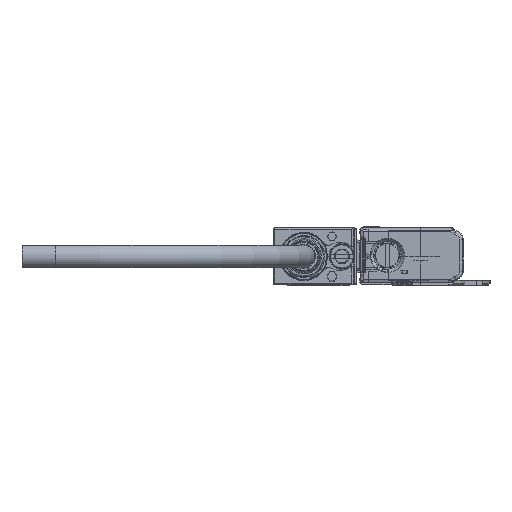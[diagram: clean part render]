
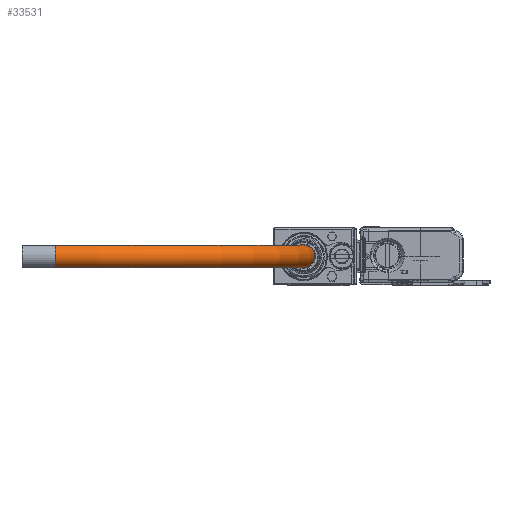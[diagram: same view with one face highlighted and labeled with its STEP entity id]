
A CAD part, left-side view. The second image highlights one B-rep face of the part: STEP entity #33531.
In plain terms, the highlighted toroidal (fillet/blend) face has major radius 75 mm and minor radius 3.4 mm.
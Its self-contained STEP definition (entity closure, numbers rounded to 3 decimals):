
#33472=AXIS2_PLACEMENT_3D('Circle Axis2P3D',#33470,#33471,$) ;
#33504=AXIS2_PLACEMENT_3D('Torus Axis2P3D',#33501,#33502,#33503) ;
#33508=AXIS2_PLACEMENT_3D('Circle Axis2P3D',#33506,#33507,$) ;
#33517=AXIS2_PLACEMENT_3D('Circle Axis2P3D',#33515,#33516,$) ;
#33522=AXIS2_PLACEMENT_3D('Circle Axis2P3D',#33520,#33521,$) ;
#33467=CARTESIAN_POINT('Vertex',(-166.5,48.2,10.6)) ;
#33470=CARTESIAN_POINT('Axis2P3D Location',(-166.5,48.2,7.2)) ;
#33474=CARTESIAN_POINT('Vertex',(-166.5,48.2,3.8)) ;
#33501=CARTESIAN_POINT('Axis2P3D Location',(-166.5,123.2,7.2)) ;
#33506=CARTESIAN_POINT('Axis2P3D Location',(-241.5,123.2,7.2)) ;
#33510=CARTESIAN_POINT('Vertex',(-241.5,123.2,10.6)) ;
#33512=CARTESIAN_POINT('Vertex',(-241.5,123.2,3.8)) ;
#33515=CARTESIAN_POINT('Axis2P3D Location',(-166.5,123.2,3.8)) ;
#33520=CARTESIAN_POINT('Axis2P3D Location',(-166.5,123.2,10.6)) ;
#33471=DIRECTION('Axis2P3D Direction',(1.,0.,0.)) ;
#33502=DIRECTION('Axis2P3D Direction',(0.,0.,-1.)) ;
#33503=DIRECTION('Axis2P3D XDirection',(0.,-1.,0.)) ;
#33507=DIRECTION('Axis2P3D Direction',(0.,-1.,0.)) ;
#33516=DIRECTION('Axis2P3D Direction',(0.,0.,-1.)) ;
#33521=DIRECTION('Axis2P3D Direction',(0.,0.,-1.)) ;
#33526=ORIENTED_EDGE('',*,*,#33514,.T.) ;
#33527=ORIENTED_EDGE('',*,*,#33519,.F.) ;
#33528=ORIENTED_EDGE('',*,*,#33476,.F.) ;
#33529=ORIENTED_EDGE('',*,*,#33524,.T.) ;
#33531=ADVANCED_FACE('\X2\FF8AFF9FFF70FF82\X0\ \X2\FF8EFF9EFF83FF9EFF68FF70\X0\',(#33530),#33505,.T.) ;
#33473=CIRCLE('generated circle',#33472,3.4) ;
#33509=CIRCLE('generated circle',#33508,3.4) ;
#33518=CIRCLE('generated circle',#33517,75.) ;
#33523=CIRCLE('generated circle',#33522,75.) ;
#33505=TOROIDAL_SURFACE('homeo Torus',#33504,75.,3.4) ;
#33476=EDGE_CURVE('',#33468,#33475,#33473,.T.) ;
#33514=EDGE_CURVE('',#33511,#33513,#33509,.T.) ;
#33519=EDGE_CURVE('',#33475,#33513,#33518,.T.) ;
#33524=EDGE_CURVE('',#33468,#33511,#33523,.T.) ;
#33525=EDGE_LOOP('',(#33526,#33527,#33528,#33529)) ;
#33530=FACE_OUTER_BOUND('',#33525,.T.) ;
#33468=VERTEX_POINT('',#33467) ;
#33475=VERTEX_POINT('',#33474) ;
#33511=VERTEX_POINT('',#33510) ;
#33513=VERTEX_POINT('',#33512) ;
